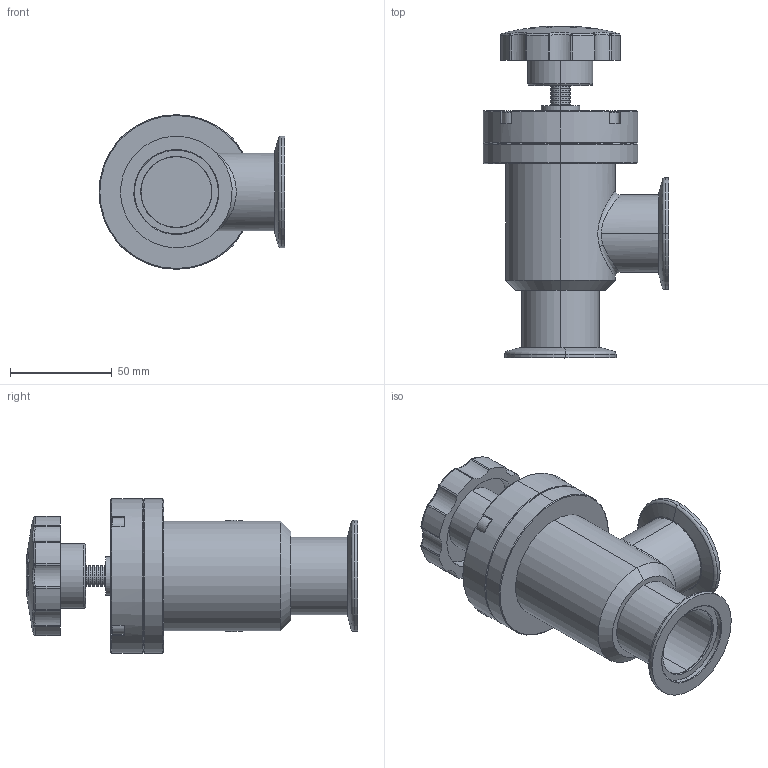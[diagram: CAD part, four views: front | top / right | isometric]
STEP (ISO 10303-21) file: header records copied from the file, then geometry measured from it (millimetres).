
FILE_DESCRIPTION (( 'STEP AP214' ), '1' );
FILE_NAME ('Hositrad_VAV-40KF.STEP', '2011-09-30T07:52:29', ( '' ), ( '' ), 'SwSTEP 2.0', 'SolidWorks 2011', '' );
FILE_SCHEMA (( 'AUTOMOTIVE_DESIGN' ));
Length unit declared in the file: millimetre
Products named in the file (4): Hexagon socket head cap screw ISO 4762_ISO 4762 M6 x 10 --- 10N; KF40-38WS; Valve-Angle-Body; Hositrad_VAV-40KF
Assembly tree (8 placements, depth 2):
  Hositrad_VAV-40KF
    KF40-38WS  x2
    Hexagon socket head cap screw ISO 4762_ISO 4762 M6 x 10 --- 10N  x5
    Valve-Angle-Body
Bounding box: 91.6 x 163.5 x 76.2 mm (x, y, z)
Volume: 202285.3 mm3; surface area: 71197.8 mm2
Topology: 8 solids, 8 shells, 476 faces, 1111 edges, 681 vertices
Faces by surface type: plane 176, cylinder 139, cone 51, bspline 44, torus 34, sphere 32
Entity records: 14766 total; most frequent: CARTESIAN_POINT 5439, DIRECTION 1794, ORIENTED_EDGE 1666, EDGE_CURVE 833, AXIS2_PLACEMENT_3D 761, VERTEX_POINT 527, CIRCLE 444, EDGE_LOOP 392
